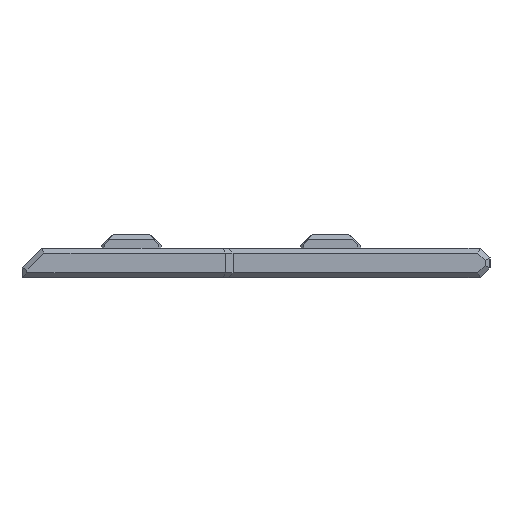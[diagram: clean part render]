
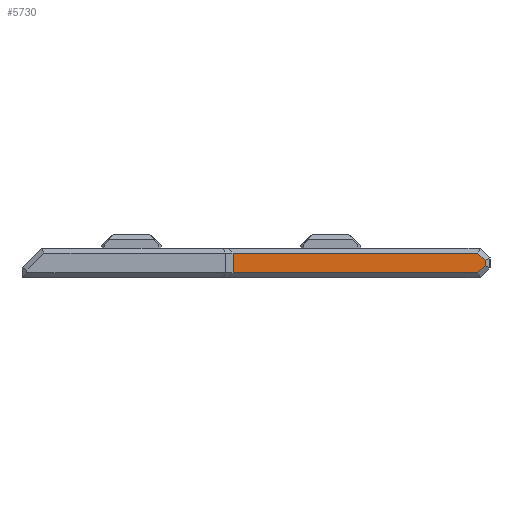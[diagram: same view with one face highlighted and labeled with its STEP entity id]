
A CAD part, left-side view. The second image highlights one B-rep face of the part: STEP entity #5730.
In plain terms, the highlighted planar face has unit normal (-1, 0, 0).
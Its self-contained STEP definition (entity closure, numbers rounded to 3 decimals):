
#5314 = PLANE('',#5315);
#5315 = AXIS2_PLACEMENT_3D('',#5316,#5317,#5318);
#5316 = CARTESIAN_POINT('',(47.158,109.389,
    2.342));
#5317 = DIRECTION('',(-0.707,-0.5,0.5));
#5318 = DIRECTION('',(-0.577,0.,-0.816
    ));
#5331 = VERTEX_POINT('',#5332);
#5332 = CARTESIAN_POINT('',(46.882,109.938,2.5));
#5346 = PLANE('',#5347);
#5347 = AXIS2_PLACEMENT_3D('',#5348,#5349,#5350);
#5348 = CARTESIAN_POINT('',(47.135,122.34,
    2.753));
#5349 = DIRECTION('',(-0.707,0.,0.707)
  );
#5350 = DIRECTION('',(0.707,0.,0.707));
#5358 = EDGE_CURVE('',#5359,#5331,#5361,.T.);
#5359 = VERTEX_POINT('',#5360);
#5360 = CARTESIAN_POINT('',(46.882,109.231,
    1.793));
#5361 = SURFACE_CURVE('',#5362,(#5366,#5373),.PCURVE_S1.);
#5362 = LINE('',#5363,#5364);
#5363 = CARTESIAN_POINT('',(46.882,109.231,
    1.793));
#5364 = VECTOR('',#5365,1.);
#5365 = DIRECTION('',(0.,0.707,0.707));
#5366 = PCURVE('',#5314,#5367);
#5367 = DEFINITIONAL_REPRESENTATION('',(#5368),#5372);
#5368 = LINE('',#5369,#5370);
#5369 = CARTESIAN_POINT('',(0.608,0.182));
#5370 = VECTOR('',#5371,1.);
#5371 = DIRECTION('',(-0.577,-0.816));
#5372 = ( GEOMETRIC_REPRESENTATION_CONTEXT(2) 
PARAMETRIC_REPRESENTATION_CONTEXT() REPRESENTATION_CONTEXT('2D SPACE',''
  ) );
#5373 = PCURVE('',#5374,#5379);
#5374 = PLANE('',#5375);
#5375 = AXIS2_PLACEMENT_3D('',#5376,#5377,#5378);
#5376 = CARTESIAN_POINT('',(46.882,122.08,1.5));
#5377 = DIRECTION('',(-1.,0.,-0.));
#5378 = DIRECTION('',(0.,-1.,0.));
#5379 = DEFINITIONAL_REPRESENTATION('',(#5380),#5384);
#5380 = LINE('',#5381,#5382);
#5381 = CARTESIAN_POINT('',(12.849,0.293));
#5382 = VECTOR('',#5383,1.);
#5383 = DIRECTION('',(-0.707,0.707));
#5384 = ( GEOMETRIC_REPRESENTATION_CONTEXT(2) 
PARAMETRIC_REPRESENTATION_CONTEXT() REPRESENTATION_CONTEXT('2D SPACE',''
  ) );
#5400 = PLANE('',#5401);
#5401 = AXIS2_PLACEMENT_3D('',#5402,#5403,#5404);
#5402 = CARTESIAN_POINT('',(47.166,108.947,1.5));
#5403 = DIRECTION('',(-0.707,-0.707,0.
    ));
#5404 = DIRECTION('',(-0.707,0.707,0.));
#5439 = VERTEX_POINT('',#5440);
#5440 = CARTESIAN_POINT('',(46.882,134.531,2.5));
#5466 = EDGE_CURVE('',#5439,#5331,#5467,.T.);
#5467 = SURFACE_CURVE('',#5468,(#5472,#5479),.PCURVE_S1.);
#5468 = LINE('',#5469,#5470);
#5469 = CARTESIAN_POINT('',(46.882,134.531,2.5));
#5470 = VECTOR('',#5471,1.);
#5471 = DIRECTION('',(0.,-1.,0.));
#5472 = PCURVE('',#5346,#5473);
#5473 = DEFINITIONAL_REPRESENTATION('',(#5474),#5478);
#5474 = LINE('',#5475,#5476);
#5475 = CARTESIAN_POINT('',(-0.358,12.191));
#5476 = VECTOR('',#5477,1.);
#5477 = DIRECTION('',(0.,-1.));
#5478 = ( GEOMETRIC_REPRESENTATION_CONTEXT(2) 
PARAMETRIC_REPRESENTATION_CONTEXT() REPRESENTATION_CONTEXT('2D SPACE',''
  ) );
#5479 = PCURVE('',#5374,#5480);
#5480 = DEFINITIONAL_REPRESENTATION('',(#5481),#5485);
#5481 = LINE('',#5482,#5483);
#5482 = CARTESIAN_POINT('',(-12.451,1.));
#5483 = VECTOR('',#5484,1.);
#5484 = DIRECTION('',(1.,0.));
#5485 = ( GEOMETRIC_REPRESENTATION_CONTEXT(2) 
PARAMETRIC_REPRESENTATION_CONTEXT() REPRESENTATION_CONTEXT('2D SPACE',''
  ) );
#5557 = PLANE('',#5558);
#5558 = AXIS2_PLACEMENT_3D('',#5559,#5560,#5561);
#5559 = CARTESIAN_POINT('',(41.282,134.531,1.5));
#5560 = DIRECTION('',(-0.,-1.,-0.));
#5561 = DIRECTION('',(0.,0.,-1.));
#5730 = ADVANCED_FACE('',(#5731),#5374,.T.);
#5731 = FACE_BOUND('',#5732,.T.);
#5732 = EDGE_LOOP('',(#5733,#5756,#5784,#5812,#5833,#5834));
#5733 = ORIENTED_EDGE('',*,*,#5734,.F.);
#5734 = EDGE_CURVE('',#5735,#5439,#5737,.T.);
#5735 = VERTEX_POINT('',#5736);
#5736 = CARTESIAN_POINT('',(46.882,134.531,0.5));
#5737 = SURFACE_CURVE('',#5738,(#5742,#5749),.PCURVE_S1.);
#5738 = LINE('',#5739,#5740);
#5739 = CARTESIAN_POINT('',(46.882,134.531,0.5));
#5740 = VECTOR('',#5741,1.);
#5741 = DIRECTION('',(0.,0.,1.));
#5742 = PCURVE('',#5374,#5743);
#5743 = DEFINITIONAL_REPRESENTATION('',(#5744),#5748);
#5744 = LINE('',#5745,#5746);
#5745 = CARTESIAN_POINT('',(-12.451,-1.));
#5746 = VECTOR('',#5747,1.);
#5747 = DIRECTION('',(0.,1.));
#5748 = ( GEOMETRIC_REPRESENTATION_CONTEXT(2) 
PARAMETRIC_REPRESENTATION_CONTEXT() REPRESENTATION_CONTEXT('2D SPACE',''
  ) );
#5749 = PCURVE('',#5557,#5750);
#5750 = DEFINITIONAL_REPRESENTATION('',(#5751),#5755);
#5751 = LINE('',#5752,#5753);
#5752 = CARTESIAN_POINT('',(1.,5.6));
#5753 = VECTOR('',#5754,1.);
#5754 = DIRECTION('',(-1.,0.));
#5755 = ( GEOMETRIC_REPRESENTATION_CONTEXT(2) 
PARAMETRIC_REPRESENTATION_CONTEXT() REPRESENTATION_CONTEXT('2D SPACE',''
  ) );
#5756 = ORIENTED_EDGE('',*,*,#5757,.T.);
#5757 = EDGE_CURVE('',#5735,#5758,#5760,.T.);
#5758 = VERTEX_POINT('',#5759);
#5759 = CARTESIAN_POINT('',(46.882,109.938,0.5));
#5760 = SURFACE_CURVE('',#5761,(#5765,#5772),.PCURVE_S1.);
#5761 = LINE('',#5762,#5763);
#5762 = CARTESIAN_POINT('',(46.882,134.531,0.5));
#5763 = VECTOR('',#5764,1.);
#5764 = DIRECTION('',(0.,-1.,0.));
#5765 = PCURVE('',#5374,#5766);
#5766 = DEFINITIONAL_REPRESENTATION('',(#5767),#5771);
#5767 = LINE('',#5768,#5769);
#5768 = CARTESIAN_POINT('',(-12.451,-1.));
#5769 = VECTOR('',#5770,1.);
#5770 = DIRECTION('',(1.,0.));
#5771 = ( GEOMETRIC_REPRESENTATION_CONTEXT(2) 
PARAMETRIC_REPRESENTATION_CONTEXT() REPRESENTATION_CONTEXT('2D SPACE',''
  ) );
#5772 = PCURVE('',#5773,#5778);
#5773 = PLANE('',#5774);
#5774 = AXIS2_PLACEMENT_3D('',#5775,#5776,#5777);
#5775 = CARTESIAN_POINT('',(47.135,122.34,
    0.247));
#5776 = DIRECTION('',(-0.707,0.,-0.707
    ));
#5777 = DIRECTION('',(-0.707,0.,0.707));
#5778 = DEFINITIONAL_REPRESENTATION('',(#5779),#5783);
#5779 = LINE('',#5780,#5781);
#5780 = CARTESIAN_POINT('',(0.358,12.191));
#5781 = VECTOR('',#5782,1.);
#5782 = DIRECTION('',(0.,-1.));
#5783 = ( GEOMETRIC_REPRESENTATION_CONTEXT(2) 
PARAMETRIC_REPRESENTATION_CONTEXT() REPRESENTATION_CONTEXT('2D SPACE',''
  ) );
#5784 = ORIENTED_EDGE('',*,*,#5785,.T.);
#5785 = EDGE_CURVE('',#5758,#5786,#5788,.T.);
#5786 = VERTEX_POINT('',#5787);
#5787 = CARTESIAN_POINT('',(46.882,109.231,
    1.207));
#5788 = SURFACE_CURVE('',#5789,(#5793,#5800),.PCURVE_S1.);
#5789 = LINE('',#5790,#5791);
#5790 = CARTESIAN_POINT('',(46.882,109.938,0.5));
#5791 = VECTOR('',#5792,1.);
#5792 = DIRECTION('',(0.,-0.707,0.707));
#5793 = PCURVE('',#5374,#5794);
#5794 = DEFINITIONAL_REPRESENTATION('',(#5795),#5799);
#5795 = LINE('',#5796,#5797);
#5796 = CARTESIAN_POINT('',(12.142,-1.));
#5797 = VECTOR('',#5798,1.);
#5798 = DIRECTION('',(0.707,0.707));
#5799 = ( GEOMETRIC_REPRESENTATION_CONTEXT(2) 
PARAMETRIC_REPRESENTATION_CONTEXT() REPRESENTATION_CONTEXT('2D SPACE',''
  ) );
#5800 = PCURVE('',#5801,#5806);
#5801 = PLANE('',#5802);
#5802 = AXIS2_PLACEMENT_3D('',#5803,#5804,#5805);
#5803 = CARTESIAN_POINT('',(47.158,109.389,
    0.658));
#5804 = DIRECTION('',(-0.707,-0.5,-0.5));
#5805 = DIRECTION('',(0.577,0.,-0.816)
  );
#5806 = DEFINITIONAL_REPRESENTATION('',(#5807),#5811);
#5807 = LINE('',#5808,#5809);
#5808 = CARTESIAN_POINT('',(-0.031,-0.634));
#5809 = VECTOR('',#5810,1.);
#5810 = DIRECTION('',(-0.577,0.816));
#5811 = ( GEOMETRIC_REPRESENTATION_CONTEXT(2) 
PARAMETRIC_REPRESENTATION_CONTEXT() REPRESENTATION_CONTEXT('2D SPACE',''
  ) );
#5812 = ORIENTED_EDGE('',*,*,#5813,.T.);
#5813 = EDGE_CURVE('',#5786,#5359,#5814,.T.);
#5814 = SURFACE_CURVE('',#5815,(#5819,#5826),.PCURVE_S1.);
#5815 = LINE('',#5816,#5817);
#5816 = CARTESIAN_POINT('',(46.882,109.231,
    1.207));
#5817 = VECTOR('',#5818,1.);
#5818 = DIRECTION('',(0.,0.,1.));
#5819 = PCURVE('',#5374,#5820);
#5820 = DEFINITIONAL_REPRESENTATION('',(#5821),#5825);
#5821 = LINE('',#5822,#5823);
#5822 = CARTESIAN_POINT('',(12.849,-0.293));
#5823 = VECTOR('',#5824,1.);
#5824 = DIRECTION('',(0.,1.));
#5825 = ( GEOMETRIC_REPRESENTATION_CONTEXT(2) 
PARAMETRIC_REPRESENTATION_CONTEXT() REPRESENTATION_CONTEXT('2D SPACE',''
  ) );
#5826 = PCURVE('',#5400,#5827);
#5827 = DEFINITIONAL_REPRESENTATION('',(#5828),#5832);
#5828 = LINE('',#5829,#5830);
#5829 = CARTESIAN_POINT('',(0.401,0.293));
#5830 = VECTOR('',#5831,1.);
#5831 = DIRECTION('',(0.,-1.));
#5832 = ( GEOMETRIC_REPRESENTATION_CONTEXT(2) 
PARAMETRIC_REPRESENTATION_CONTEXT() REPRESENTATION_CONTEXT('2D SPACE',''
  ) );
#5833 = ORIENTED_EDGE('',*,*,#5358,.T.);
#5834 = ORIENTED_EDGE('',*,*,#5466,.F.);
